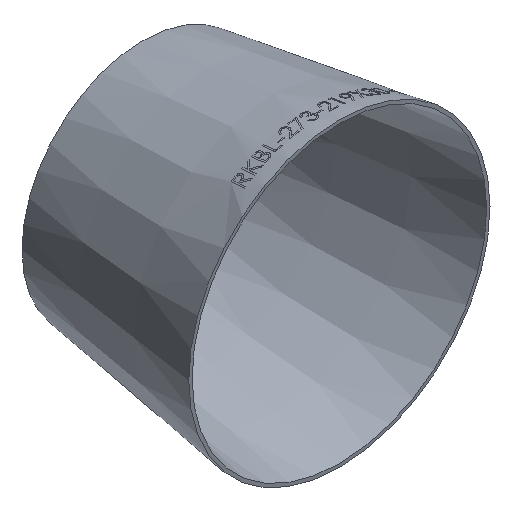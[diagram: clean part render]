
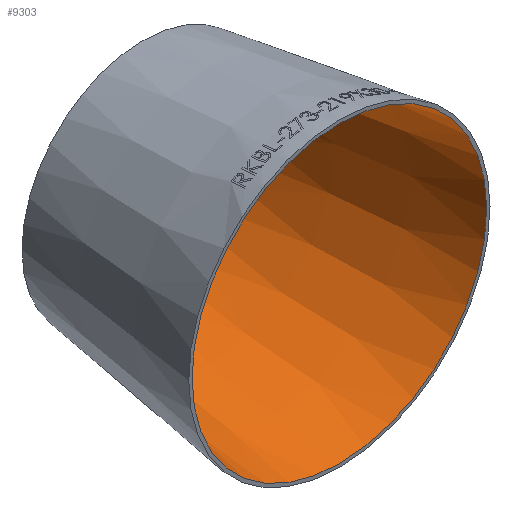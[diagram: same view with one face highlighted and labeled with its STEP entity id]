
A CAD part, isometric view. The second image highlights one B-rep face of the part: STEP entity #9303.
In plain terms, the highlighted conical face has half-angle 8.609 degrees and reference radius 133.466 mm.
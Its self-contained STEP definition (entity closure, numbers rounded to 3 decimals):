
#977 = AXIS2_PLACEMENT_3D ( 'NONE', #29640, #2070, #19775 ) ;
#989 = EDGE_LOOP ( 'NONE', ( #21550 ) ) ;
#1541 = DIRECTION ( 'NONE',  ( 0., 0., -1. ) ) ;
#2070 = DIRECTION ( 'NONE',  ( 0., -1., 0. ) ) ;
#4063 = DIRECTION ( 'NONE',  ( 0., -1., 0. ) ) ;
#4876 = CIRCLE ( 'NONE', #21366, 106.516 ) ;
#4917 = VERTEX_POINT ( 'NONE', #8068 ) ;
#6116 = CIRCLE ( 'NONE', #24799, 133.466 ) ;
#6356 = CONICAL_SURFACE ( 'NONE', #977, 133.466, 0.15 ) ;
#7915 = VERTEX_POINT ( 'NONE', #15578 ) ;
#8068 = CARTESIAN_POINT ( 'NONE',  ( 0., 0., -133.466 ) ) ;
#9303 = ADVANCED_FACE ( 'NONE', ( #29803, #22290 ), #6356, .F. ) ;
#9970 = CARTESIAN_POINT ( 'NONE',  ( 0., 178., 0. ) ) ;
#15578 = CARTESIAN_POINT ( 'NONE',  ( 0., 178., -106.516 ) ) ;
#19775 = DIRECTION ( 'NONE',  ( 0., 0., -1. ) ) ;
#20132 = DIRECTION ( 'NONE',  ( 0., -1., 0. ) ) ;
#21366 = AXIS2_PLACEMENT_3D ( 'NONE', #9970, #20132, #30330 ) ;
#21550 = ORIENTED_EDGE ( 'NONE', *, *, #26868, .F. ) ;
#22290 = FACE_OUTER_BOUND ( 'NONE', #24662, .T. ) ;
#24662 = EDGE_LOOP ( 'NONE', ( #32717 ) ) ;
#24799 = AXIS2_PLACEMENT_3D ( 'NONE', #29130, #4063, #1541 ) ;
#26868 = EDGE_CURVE ( 'NONE', #7915, #7915, #4876, .T. ) ;
#29022 = EDGE_CURVE ( 'NONE', #4917, #4917, #6116, .T. ) ;
#29130 = CARTESIAN_POINT ( 'NONE',  ( 0., 0., 0. ) ) ;
#29640 = CARTESIAN_POINT ( 'NONE',  ( 0., 0., 0. ) ) ;
#29803 = FACE_BOUND ( 'NONE', #989, .T. ) ;
#30330 = DIRECTION ( 'NONE',  ( 0., 0., -1. ) ) ;
#32717 = ORIENTED_EDGE ( 'NONE', *, *, #29022, .T. ) ;
